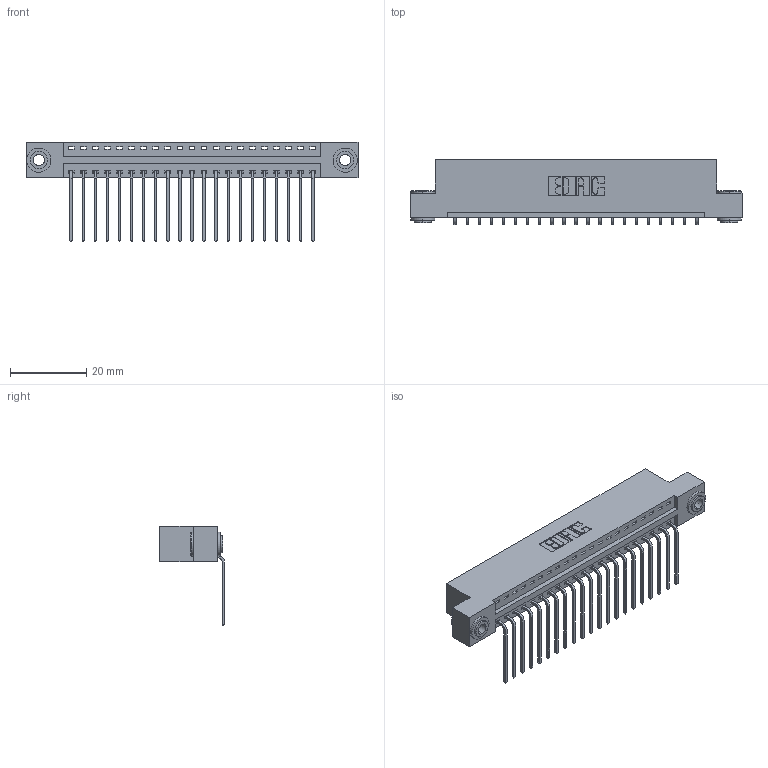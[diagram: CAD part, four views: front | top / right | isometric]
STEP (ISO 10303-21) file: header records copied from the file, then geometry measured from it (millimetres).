
FILE_DESCRIPTION (( 'STEP AP203' ), '1' );
FILE_NAME ('396-021-559-103.STEP', '2019-10-31T21:01:12', ( '' ), ( '' ), 'SwSTEP 2.0', 'SolidWorks 2016', '' );
FILE_SCHEMA (( 'CONFIG_CONTROL_DESIGN' ));
Length unit declared in the file: inch
Products named in the file (4): 345-250-002_345-250-002-102; 396-021-559-103; 346 Part_Flush Mounting Lugs - 0.156 Dia-TH; 345-292-001_558 559 Tail - 1
Assembly tree (24 placements, depth 2):
  396-021-559-103
    346 Part_Flush Mounting Lugs - 0.156 Dia-TH
    345-292-001_558 559 Tail - 1  x21
    345-250-002_345-250-002-102  x2
Bounding box: 87.25 x 17.08 x 26.16 mm (x, y, z)
Volume: 8296.3 mm3; surface area: 10779.3 mm2
Topology: 24 solids, 24 shells, 1420 faces, 4227 edges, 2786 vertices
Faces by surface type: plane 968, cylinder 444, cone 8
Entity records: 16594 total; most frequent: CARTESIAN_POINT 2830, ORIENTED_EDGE 2778, DIRECTION 2553, EDGE_CURVE 1389, VECTOR 1149, LINE 1149, VERTEX_POINT 922, AXIS2_PLACEMENT_3D 702
